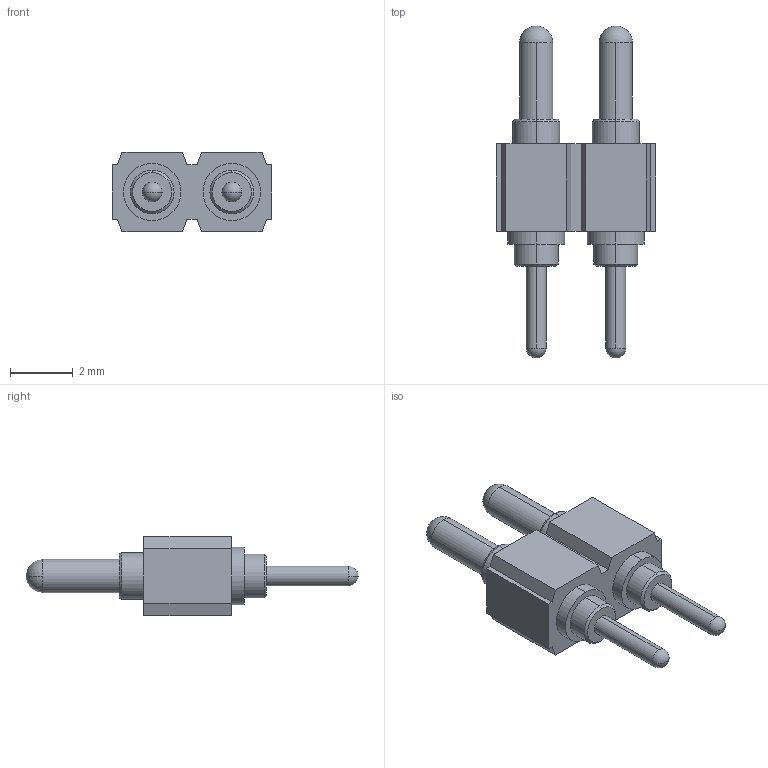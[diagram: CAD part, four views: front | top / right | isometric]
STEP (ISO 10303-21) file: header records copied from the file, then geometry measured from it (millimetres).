
FILE_DESCRIPTION (( 'STEP AP214' ), '1' );
FILE_NAME ('mill-max-825-22-002-10-001101.STEP', '2018-12-05T19:18:29', ( '' ), ( '' ), 'SwSTEP 2.0', 'SolidWorks 2018', '' );
FILE_SCHEMA (( 'AUTOMOTIVE_DESIGN' ));
Length unit declared in the file: inch
Products named in the file (3): mill-max-825-22-002-10-001101_P3XX-18-010-00-090000_P302-18-010-00-090000; mill-max-825-22-002-10-001101_0914_default; mill-max-825-22-002-10-001101
Assembly tree (3 placements, depth 2):
  mill-max-825-22-002-10-001101
    mill-max-825-22-002-10-001101_P3XX-18-010-00-090000_P302-18-010-00-090000
    mill-max-825-22-002-10-001101_0914_default  x2
Bounding box: 5.08 x 10.59 x 2.54 mm (x, y, z)
Volume: 46.6 mm3; surface area: 172.8 mm2
Topology: 3 solids, 3 shells, 80 faces, 192 edges, 120 vertices
Faces by surface type: plane 32, cylinder 28, cone 12, sphere 8
Entity records: 1696 total; most frequent: DIRECTION 292, CARTESIAN_POINT 271, ORIENTED_EDGE 256, EDGE_CURVE 128, AXIS2_PLACEMENT_3D 105, VERTEX_POINT 84, LINE 82, VECTOR 82
